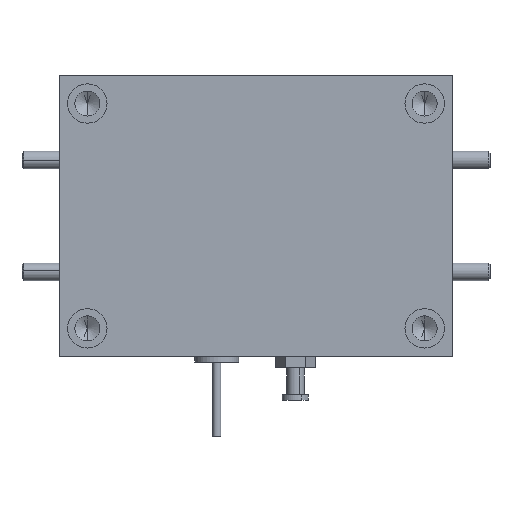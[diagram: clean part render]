
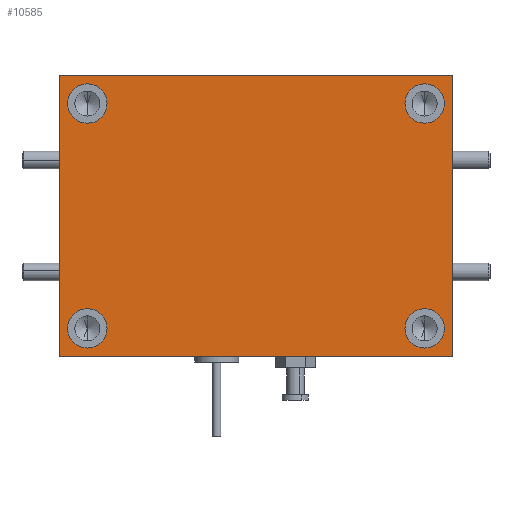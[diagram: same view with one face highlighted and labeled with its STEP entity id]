
A CAD part, front view. The second image highlights one B-rep face of the part: STEP entity #10585.
In plain terms, the highlighted planar face has unit normal (0, -1, 0).
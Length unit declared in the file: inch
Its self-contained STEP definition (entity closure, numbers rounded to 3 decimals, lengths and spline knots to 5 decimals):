
#88 = DIRECTION ( 'NONE',  ( 0., -1., 0. ) ) ;
#409 = ORIENTED_EDGE ( 'NONE', *, *, #4016, .F. ) ;
#502 = ORIENTED_EDGE ( 'NONE', *, *, #4738, .F. ) ;
#524 = CARTESIAN_POINT ( 'NONE',  ( 0.4037, -1.00475, 1.73617 ) ) ;
#706 = DIRECTION ( 'NONE',  ( 0., 0., -1. ) ) ;
#1407 = DIRECTION ( 'NONE',  ( 0., -1., 0. ) ) ;
#1593 = CARTESIAN_POINT ( 'NONE',  ( 0.3037, -1.00475, 1.90617 ) ) ;
#1887 = EDGE_LOOP ( 'NONE', ( #409, #17623, #11239, #18008 ) ) ;
#1906 = CARTESIAN_POINT ( 'NONE',  ( 0.4037, -1.00475, 1.00617 ) ) ;
#1993 = CARTESIAN_POINT ( 'NONE',  ( 0.3037, -1.00475, 0.90617 ) ) ;
#2497 = DIRECTION ( 'NONE',  ( 0., -1., 0. ) ) ;
#2640 = DIRECTION ( 'NONE',  ( 0., 0., -1. ) ) ;
#2695 = DIRECTION ( 'NONE',  ( 0., 0., -1. ) ) ;
#2833 = EDGE_LOOP ( 'NONE', ( #17600, #7965 ) ) ;
#2848 = CIRCLE ( 'NONE', #4470, 0.07 ) ;
#2935 = FACE_BOUND ( 'NONE', #18424, .T. ) ;
#3076 = CIRCLE ( 'NONE', #14306, 0.07 ) ;
#3119 = DIRECTION ( 'NONE',  ( 0., 0., -1. ) ) ;
#3227 = VERTEX_POINT ( 'NONE', #3795 ) ;
#3245 = LINE ( 'NONE', #16913, #9273 ) ;
#3279 = DIRECTION ( 'NONE',  ( 0., 0., -1. ) ) ;
#3281 = CIRCLE ( 'NONE', #14522, 0.07 ) ;
#3451 = VECTOR ( 'NONE', #3119, 39.37008 ) ;
#3795 = CARTESIAN_POINT ( 'NONE',  ( 1.6037, -1.00475, 1.07617 ) ) ;
#3978 = VERTEX_POINT ( 'NONE', #1593 ) ;
#4016 = EDGE_CURVE ( 'NONE', #13374, #3978, #12358, .T. ) ;
#4083 = EDGE_CURVE ( 'NONE', #3227, #4565, #7907, .T. ) ;
#4348 = DIRECTION ( 'NONE',  ( 0., -1., 0. ) ) ;
#4376 = EDGE_LOOP ( 'NONE', ( #502, #7644 ) ) ;
#4470 = AXIS2_PLACEMENT_3D ( 'NONE', #10169, #17807, #706 ) ;
#4565 = VERTEX_POINT ( 'NONE', #5243 ) ;
#4603 = AXIS2_PLACEMENT_3D ( 'NONE', #1906, #88, #9643 ) ;
#4738 = EDGE_CURVE ( 'NONE', #8448, #11034, #6584, .T. ) ;
#4821 = CARTESIAN_POINT ( 'NONE',  ( 1.0037, -1.00475, 1.40617 ) ) ;
#4981 = AXIS2_PLACEMENT_3D ( 'NONE', #12462, #4348, #10448 ) ;
#5243 = CARTESIAN_POINT ( 'NONE',  ( 1.6037, -1.00475, 0.93617 ) ) ;
#5488 = CIRCLE ( 'NONE', #4603, 0.07 ) ;
#5596 = EDGE_CURVE ( 'NONE', #3978, #14115, #10805, .T. ) ;
#5759 = FACE_BOUND ( 'NONE', #13142, .T. ) ;
#6584 = CIRCLE ( 'NONE', #4981, 0.07 ) ;
#6700 = EDGE_CURVE ( 'NONE', #15251, #13902, #17365, .T. ) ;
#6732 = CARTESIAN_POINT ( 'NONE',  ( 1.7037, -1.00475, 1.90617 ) ) ;
#6961 = AXIS2_PLACEMENT_3D ( 'NONE', #4821, #1407, #2640 ) ;
#7020 = CARTESIAN_POINT ( 'NONE',  ( 1.6037, -1.00475, 1.80617 ) ) ;
#7163 = EDGE_CURVE ( 'NONE', #18806, #16683, #3281, .T. ) ;
#7386 = CARTESIAN_POINT ( 'NONE',  ( 1.7037, -1.00475, 0.90617 ) ) ;
#7644 = ORIENTED_EDGE ( 'NONE', *, *, #10777, .F. ) ;
#7678 = CARTESIAN_POINT ( 'NONE',  ( 0.4037, -1.00475, 1.07617 ) ) ;
#7907 = CIRCLE ( 'NONE', #15905, 0.07 ) ;
#7965 = ORIENTED_EDGE ( 'NONE', *, *, #6700, .F. ) ;
#8196 = DIRECTION ( 'NONE',  ( 0., -1., 0. ) ) ;
#8351 = ORIENTED_EDGE ( 'NONE', *, *, #7163, .F. ) ;
#8448 = VERTEX_POINT ( 'NONE', #18098 ) ;
#8859 = FACE_BOUND ( 'NONE', #4376, .T. ) ;
#9143 = DIRECTION ( 'NONE',  ( 0., 0., -1. ) ) ;
#9173 = DIRECTION ( 'NONE',  ( 0., -1., 0. ) ) ;
#9273 = VECTOR ( 'NONE', #10700, 39.37008 ) ;
#9336 = AXIS2_PLACEMENT_3D ( 'NONE', #13615, #9173, #15192 ) ;
#9643 = DIRECTION ( 'NONE',  ( 0., 0., -1. ) ) ;
#10017 = DIRECTION ( 'NONE',  ( 0., -1., 0. ) ) ;
#10137 = EDGE_CURVE ( 'NONE', #16683, #18806, #3076, .T. ) ;
#10169 = CARTESIAN_POINT ( 'NONE',  ( 1.6037, -1.00475, 1.00617 ) ) ;
#10448 = DIRECTION ( 'NONE',  ( 0., 0., -1. ) ) ;
#10585 = ADVANCED_FACE ( 'NONE', ( #19651, #5759, #8859, #2935, #14879 ), #15524, .T. ) ;
#10700 = DIRECTION ( 'NONE',  ( -1., 0., 0. ) ) ;
#10777 = EDGE_CURVE ( 'NONE', #11034, #8448, #19511, .T. ) ;
#10805 = LINE ( 'NONE', #12210, #10985 ) ;
#10894 = DIRECTION ( 'NONE',  ( 1., 0., 0. ) ) ;
#10985 = VECTOR ( 'NONE', #10894, 39.37008 ) ;
#11034 = VERTEX_POINT ( 'NONE', #11398 ) ;
#11239 = ORIENTED_EDGE ( 'NONE', *, *, #12337, .F. ) ;
#11371 = EDGE_CURVE ( 'NONE', #13902, #15251, #5488, .T. ) ;
#11398 = CARTESIAN_POINT ( 'NONE',  ( 1.6037, -1.00475, 1.87617 ) ) ;
#11544 = ORIENTED_EDGE ( 'NONE', *, *, #16210, .F. ) ;
#12162 = CARTESIAN_POINT ( 'NONE',  ( 1.7037, -1.00475, 0.90617 ) ) ;
#12210 = CARTESIAN_POINT ( 'NONE',  ( 1.7037, -1.00475, 1.90617 ) ) ;
#12337 = EDGE_CURVE ( 'NONE', #14115, #17727, #15161, .T. ) ;
#12358 = LINE ( 'NONE', #19920, #16559 ) ;
#12462 = CARTESIAN_POINT ( 'NONE',  ( 1.6037, -1.00475, 1.80617 ) ) ;
#12553 = CARTESIAN_POINT ( 'NONE',  ( 0.4037, -1.00475, 1.87617 ) ) ;
#13142 = EDGE_LOOP ( 'NONE', ( #11544, #19826 ) ) ;
#13374 = VERTEX_POINT ( 'NONE', #1993 ) ;
#13582 = DIRECTION ( 'NONE',  ( 0., 0., 1. ) ) ;
#13615 = CARTESIAN_POINT ( 'NONE',  ( 0.4037, -1.00475, 1.00617 ) ) ;
#13902 = VERTEX_POINT ( 'NONE', #16198 ) ;
#14115 = VERTEX_POINT ( 'NONE', #6732 ) ;
#14306 = AXIS2_PLACEMENT_3D ( 'NONE', #17039, #8196, #3279 ) ;
#14522 = AXIS2_PLACEMENT_3D ( 'NONE', #18870, #10017, #16224 ) ;
#14879 = FACE_OUTER_BOUND ( 'NONE', #1887, .T. ) ;
#14954 = CARTESIAN_POINT ( 'NONE',  ( 1.6037, -1.00475, 1.00617 ) ) ;
#15161 = LINE ( 'NONE', #12162, #3451 ) ;
#15192 = DIRECTION ( 'NONE',  ( 0., 0., -1. ) ) ;
#15251 = VERTEX_POINT ( 'NONE', #7678 ) ;
#15524 = PLANE ( 'NONE',  #6961 ) ;
#15905 = AXIS2_PLACEMENT_3D ( 'NONE', #14954, #18188, #9143 ) ;
#15925 = AXIS2_PLACEMENT_3D ( 'NONE', #7020, #2497, #2695 ) ;
#16198 = CARTESIAN_POINT ( 'NONE',  ( 0.4037, -1.00475, 0.93617 ) ) ;
#16210 = EDGE_CURVE ( 'NONE', #4565, #3227, #2848, .T. ) ;
#16224 = DIRECTION ( 'NONE',  ( 0., 0., -1. ) ) ;
#16559 = VECTOR ( 'NONE', #13582, 39.37008 ) ;
#16683 = VERTEX_POINT ( 'NONE', #12553 ) ;
#16913 = CARTESIAN_POINT ( 'NONE',  ( 0.3037, -1.00475, 0.90617 ) ) ;
#17039 = CARTESIAN_POINT ( 'NONE',  ( 0.4037, -1.00475, 1.80617 ) ) ;
#17073 = EDGE_CURVE ( 'NONE', #17727, #13374, #3245, .T. ) ;
#17365 = CIRCLE ( 'NONE', #9336, 0.07 ) ;
#17600 = ORIENTED_EDGE ( 'NONE', *, *, #11371, .F. ) ;
#17623 = ORIENTED_EDGE ( 'NONE', *, *, #17073, .F. ) ;
#17727 = VERTEX_POINT ( 'NONE', #7386 ) ;
#17807 = DIRECTION ( 'NONE',  ( 0., -1., 0. ) ) ;
#18008 = ORIENTED_EDGE ( 'NONE', *, *, #5596, .F. ) ;
#18098 = CARTESIAN_POINT ( 'NONE',  ( 1.6037, -1.00475, 1.73617 ) ) ;
#18188 = DIRECTION ( 'NONE',  ( 0., -1., 0. ) ) ;
#18424 = EDGE_LOOP ( 'NONE', ( #8351, #19207 ) ) ;
#18806 = VERTEX_POINT ( 'NONE', #524 ) ;
#18870 = CARTESIAN_POINT ( 'NONE',  ( 0.4037, -1.00475, 1.80617 ) ) ;
#19207 = ORIENTED_EDGE ( 'NONE', *, *, #10137, .F. ) ;
#19511 = CIRCLE ( 'NONE', #15925, 0.07 ) ;
#19651 = FACE_BOUND ( 'NONE', #2833, .T. ) ;
#19826 = ORIENTED_EDGE ( 'NONE', *, *, #4083, .F. ) ;
#19920 = CARTESIAN_POINT ( 'NONE',  ( 0.3037, -1.00475, 1.90617 ) ) ;
